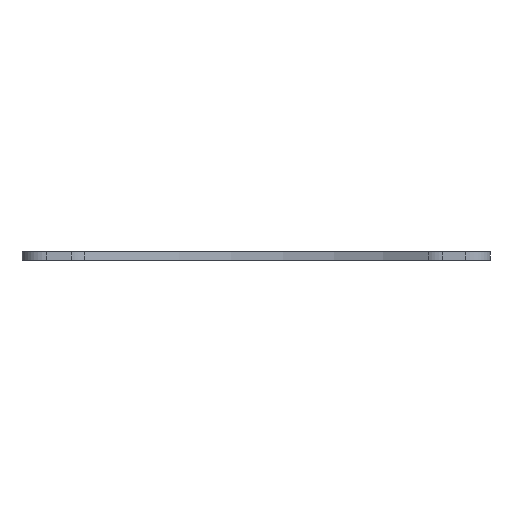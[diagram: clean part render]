
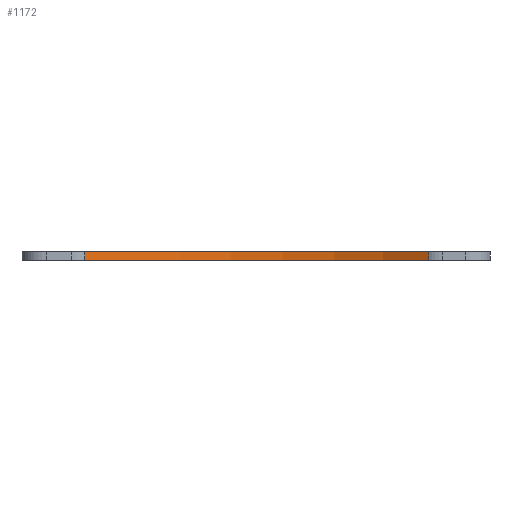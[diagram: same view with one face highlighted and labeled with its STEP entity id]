
A CAD part, front view. The second image highlights one B-rep face of the part: STEP entity #1172.
In plain terms, the highlighted cylindrical face has radius 128.175 mm (diameter 256.35 mm), a partial arc.
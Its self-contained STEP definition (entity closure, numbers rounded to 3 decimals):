
#43=CIRCLE('',#1211,128.175);
#91=CIRCLE('',#1297,128.175);
#120=CYLINDRICAL_SURFACE('',#1296,128.175);
#167=FACE_OUTER_BOUND('',#237,.T.);
#237=EDGE_LOOP('',(#982,#983,#984,#985));
#352=LINE('',#1945,#462);
#353=LINE('',#1946,#463);
#462=VECTOR('',#1597,1000.);
#463=VECTOR('',#1598,1000.);
#497=VERTEX_POINT('',#1692);
#498=VERTEX_POINT('',#1694);
#584=VERTEX_POINT('',#1942);
#585=VERTEX_POINT('',#1943);
#612=EDGE_CURVE('',#497,#498,#43,.T.);
#736=EDGE_CURVE('',#584,#585,#91,.T.);
#737=EDGE_CURVE('',#585,#498,#352,.T.);
#738=EDGE_CURVE('',#497,#584,#353,.T.);
#982=ORIENTED_EDGE('',*,*,#736,.T.);
#983=ORIENTED_EDGE('',*,*,#737,.T.);
#984=ORIENTED_EDGE('',*,*,#612,.F.);
#985=ORIENTED_EDGE('',*,*,#738,.T.);
#1172=ADVANCED_FACE('',(#167),#120,.F.);
#1211=AXIS2_PLACEMENT_3D('',#1695,#1347,#1348);
#1296=AXIS2_PLACEMENT_3D('',#1941,#1593,#1594);
#1297=AXIS2_PLACEMENT_3D('',#1944,#1595,#1596);
#1347=DIRECTION('center_axis',(0.,0.,1.));
#1348=DIRECTION('ref_axis',(1.,0.,0.));
#1593=DIRECTION('center_axis',(0.,0.,-1.));
#1594=DIRECTION('ref_axis',(-1.,0.,0.));
#1595=DIRECTION('center_axis',(0.,0.,1.));
#1596=DIRECTION('ref_axis',(1.,0.,0.));
#1597=DIRECTION('',(0.,0.,-1.));
#1598=DIRECTION('',(0.,0.,1.));
#1692=CARTESIAN_POINT('',(165.127,1.616,0.));
#1694=CARTESIAN_POINT('',(25.391,1.616,0.));
#1695=CARTESIAN_POINT('Origin',(95.259,-105.842,0.));
#1941=CARTESIAN_POINT('Origin',(95.259,-105.842,3.5));
#1942=CARTESIAN_POINT('',(165.127,1.616,3.5));
#1943=CARTESIAN_POINT('',(25.391,1.616,3.5));
#1944=CARTESIAN_POINT('Origin',(95.259,-105.842,3.5));
#1945=CARTESIAN_POINT('',(25.391,1.616,3.5));
#1946=CARTESIAN_POINT('',(165.127,1.616,3.5));
